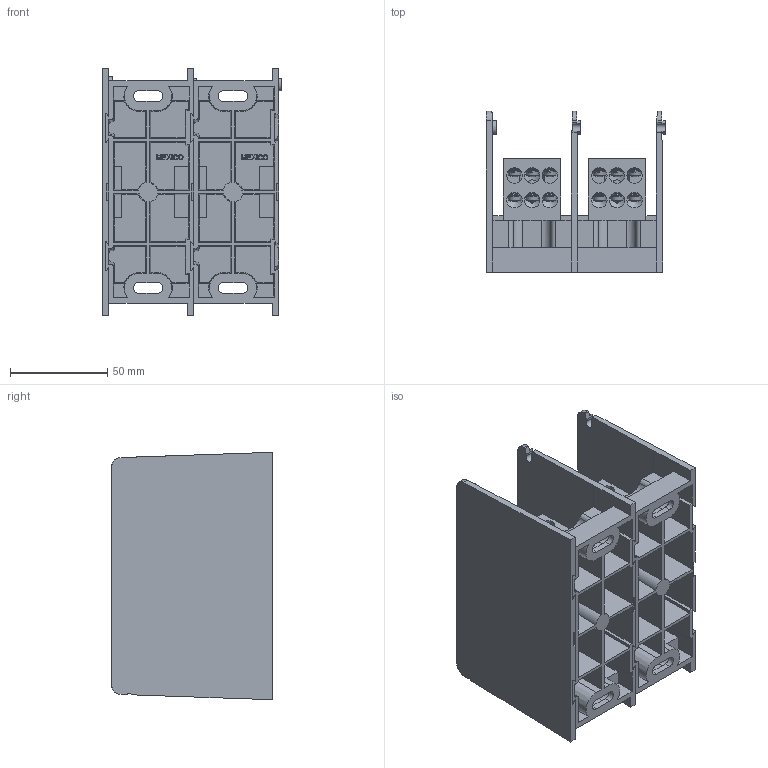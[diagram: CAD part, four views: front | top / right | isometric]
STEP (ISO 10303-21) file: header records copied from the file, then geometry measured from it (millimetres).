
FILE_DESCRIPTION (( 'STEP AP214' ), '1' );
FILE_NAME ('420202-2P.STEP', '2013-11-12T15:26:58', ( '' ), ( '' ), 'SwSTEP 2.0', 'SolidWorks 2013', '' );
FILE_SCHEMA (( 'AUTOMOTIVE_DESIGN' ));
Length unit declared in the file: inch
Products named in the file (22): 420202-2P_1_8; 420202-2P_1_9; 420202-2P_1_3; 420202-2P_1_20; 420202-2P_1; 420202-2P_1_21; 420202-2P_1_4; 420202-2P_1_5; 420202-2P_1_2; 420202-2P_1_13; 420202-2P_1_15; 420202-2P; 420202-2P_1_10; 420202-2P_1_17; 420202-2P_1_6; 420202-2P_1_16; 420202-2P_1_7; 420202-2P_1_12; 420202-2P_1_18; 420202-2P_1_11; 420202-2P_1_19; 420202-2P_1_14
Assembly tree (21 placements, depth 2):
  420202-2P
    420202-2P_1_2
    420202-2P_1_4
    420202-2P_1_21
    420202-2P_1
    420202-2P_1_20
    420202-2P_1_3
    420202-2P_1_9
    420202-2P_1_8
    420202-2P_1_14
    420202-2P_1_19
    420202-2P_1_11
    420202-2P_1_18
    420202-2P_1_12
    420202-2P_1_7
    420202-2P_1_16
    420202-2P_1_6
    420202-2P_1_17
    420202-2P_1_10
    420202-2P_1_15
    420202-2P_1_13
    420202-2P_1_5
Bounding box: 92.16 x 82.55 x 127.01 mm (x, y, z)
Surface area: 165255.7 mm2 (no closed solid volume)
Topology: 0 solids, 63 shells, 1373 faces, 3915 edges, 2602 vertices
Faces by surface type: plane 561, cylinder 410, cone 332, bspline 70
Full cylindrical faces by diameter (mm): 4.064 x1, 4.928 x2, 6.909 x14, 7.009 x48, 7.112 x1, 7.925 x36, 7.937 x11, 7.938 x1, 10.795 x2, 12.7 x2, 15.875 x2, 17.475 x2, 19.05 x2
Entity records: 92862 total; most frequent: CARTESIAN_POINT 44863, ORIENTED_EDGE 6474, DIRECTION 5390, EDGE_CURVE 3270, VERTEX_POINT 2278, AXIS2_PLACEMENT_3D 1859, EDGE_LOOP 1678, VECTOR 1672
